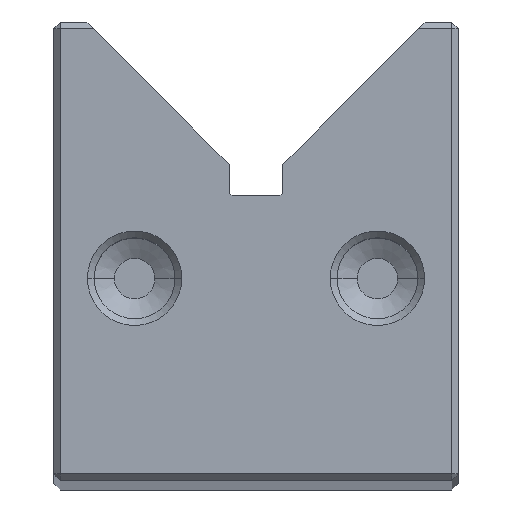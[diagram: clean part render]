
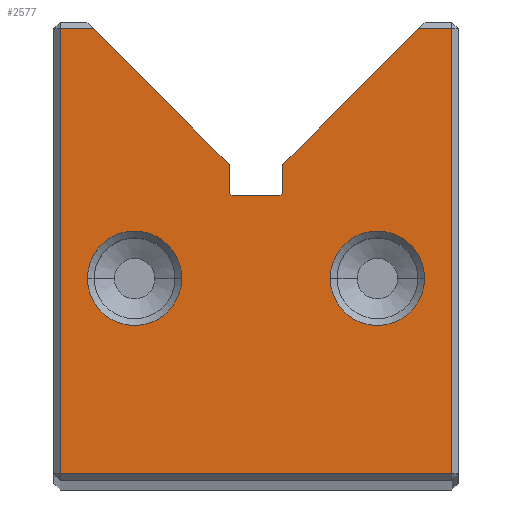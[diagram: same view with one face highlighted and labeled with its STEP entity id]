
A CAD part, top view. The second image highlights one B-rep face of the part: STEP entity #2577.
In plain terms, the highlighted planar face has unit normal (0, 0, 1).
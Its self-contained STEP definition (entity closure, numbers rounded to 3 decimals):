
#2577=ADVANCED_FACE('',(#3465,#3466,#3467),#2932,.F.);
#2932=PLANE('',#9056);
#3179=CIRCLE('',#8971,3.5);
#3181=CIRCLE('',#8974,3.5);
#3222=CIRCLE('',#9046,0.25);
#3223=CIRCLE('',#9049,0.25);
#3224=CIRCLE('',#9054,3.5);
#3225=CIRCLE('',#9055,3.5);
#3465=FACE_BOUND('',#3571,.T.);
#3466=FACE_BOUND('',#3572,.T.);
#3467=FACE_BOUND('',#3573,.T.);
#3571=EDGE_LOOP('',(#4367,#4368));
#3572=EDGE_LOOP('',(#4369,#4370));
#3573=EDGE_LOOP('',(#4371,#4372,#4373,#4374,#4375,#4376,#4377,#4378,#4379,
#4380,#4381,#4382));
#4367=ORIENTED_EDGE('',*,*,#6793,.T.);
#4368=ORIENTED_EDGE('',*,*,#6918,.T.);
#4369=ORIENTED_EDGE('',*,*,#6789,.T.);
#4370=ORIENTED_EDGE('',*,*,#6919,.T.);
#4371=ORIENTED_EDGE('',*,*,#6920,.T.);
#4372=ORIENTED_EDGE('',*,*,#6921,.T.);
#4373=ORIENTED_EDGE('',*,*,#6913,.T.);
#4374=ORIENTED_EDGE('',*,*,#6909,.T.);
#4375=ORIENTED_EDGE('',*,*,#6907,.T.);
#4376=ORIENTED_EDGE('',*,*,#6905,.T.);
#4377=ORIENTED_EDGE('',*,*,#6903,.T.);
#4378=ORIENTED_EDGE('',*,*,#6901,.T.);
#4379=ORIENTED_EDGE('',*,*,#6899,.T.);
#4380=ORIENTED_EDGE('',*,*,#6922,.T.);
#4381=ORIENTED_EDGE('',*,*,#6923,.T.);
#4382=ORIENTED_EDGE('',*,*,#6924,.T.);
#6149=VERTEX_POINT('',#11578);
#6150=VERTEX_POINT('',#11580);
#6153=VERTEX_POINT('',#11587);
#6154=VERTEX_POINT('',#11589);
#6227=VERTEX_POINT('',#11796);
#6228=VERTEX_POINT('',#11798);
#6229=VERTEX_POINT('',#11802);
#6230=VERTEX_POINT('',#11806);
#6231=VERTEX_POINT('',#11810);
#6232=VERTEX_POINT('',#11814);
#6233=VERTEX_POINT('',#11818);
#6236=VERTEX_POINT('',#11826);
#6239=VERTEX_POINT('',#11838);
#6240=VERTEX_POINT('',#11839);
#6241=VERTEX_POINT('',#11842);
#6242=VERTEX_POINT('',#11844);
#6789=EDGE_CURVE('',#6150,#6149,#3179,.T.);
#6793=EDGE_CURVE('',#6154,#6153,#3181,.T.);
#6899=EDGE_CURVE('',#6228,#6227,#7745,.T.);
#6901=EDGE_CURVE('',#6229,#6228,#7747,.T.);
#6903=EDGE_CURVE('',#6230,#6229,#3222,.T.);
#6905=EDGE_CURVE('',#6231,#6230,#7750,.T.);
#6907=EDGE_CURVE('',#6232,#6231,#3223,.T.);
#6909=EDGE_CURVE('',#6233,#6232,#7753,.T.);
#6913=EDGE_CURVE('',#6236,#6233,#7757,.T.);
#6918=EDGE_CURVE('',#6153,#6154,#3224,.T.);
#6919=EDGE_CURVE('',#6149,#6150,#3225,.T.);
#6920=EDGE_CURVE('',#6239,#6240,#7762,.T.);
#6921=EDGE_CURVE('',#6240,#6236,#7763,.T.);
#6922=EDGE_CURVE('',#6227,#6241,#7764,.T.);
#6923=EDGE_CURVE('',#6241,#6242,#7765,.T.);
#6924=EDGE_CURVE('',#6242,#6239,#7766,.T.);
#7745=LINE('',#11797,#8463);
#7747=LINE('',#11801,#8465);
#7750=LINE('',#11809,#8468);
#7753=LINE('',#11817,#8471);
#7757=LINE('',#11825,#8475);
#7762=LINE('',#11837,#8480);
#7763=LINE('',#11840,#8481);
#7764=LINE('',#11841,#8482);
#7765=LINE('',#11843,#8483);
#7766=LINE('',#11845,#8484);
#8463=VECTOR('',#9761,1.);
#8465=VECTOR('',#9765,1.);
#8468=VECTOR('',#9774,1.);
#8471=VECTOR('',#9783,1.);
#8475=VECTOR('',#9789,1.);
#8480=VECTOR('',#9802,1.);
#8481=VECTOR('',#9803,1.);
#8482=VECTOR('',#9804,1.);
#8483=VECTOR('',#9805,1.);
#8484=VECTOR('',#9806,1.);
#8971=AXIS2_PLACEMENT_3D('',#11579,#9548,#9549);
#8974=AXIS2_PLACEMENT_3D('',#11588,#9556,#9557);
#9046=AXIS2_PLACEMENT_3D('',#11805,#9769,#9770);
#9049=AXIS2_PLACEMENT_3D('',#11813,#9778,#9779);
#9054=AXIS2_PLACEMENT_3D('',#11835,#9798,#9799);
#9055=AXIS2_PLACEMENT_3D('',#11836,#9800,#9801);
#9056=AXIS2_PLACEMENT_3D('',#11846,#9807,#9808);
#9548=DIRECTION('',(0.,0.,-1.));
#9549=DIRECTION('',(-1.,0.,0.));
#9556=DIRECTION('',(0.,0.,-1.));
#9557=DIRECTION('',(-1.,0.,0.));
#9761=DIRECTION('',(-0.707,0.707,0.));
#9765=DIRECTION('',(0.,1.,0.));
#9769=DIRECTION('',(0.,0.,-1.));
#9770=DIRECTION('',(1.,0.,0.));
#9774=DIRECTION('',(-1.,0.,0.));
#9778=DIRECTION('',(0.,0.,-1.));
#9779=DIRECTION('',(-1.,0.,0.));
#9783=DIRECTION('',(0.,-1.,0.));
#9789=DIRECTION('',(-0.707,-0.707,0.));
#9798=DIRECTION('',(0.,0.,-1.));
#9799=DIRECTION('',(-1.,0.,0.));
#9800=DIRECTION('',(0.,0.,-1.));
#9801=DIRECTION('',(-1.,0.,0.));
#9802=DIRECTION('',(0.,1.,0.));
#9803=DIRECTION('',(-1.,0.,0.));
#9804=DIRECTION('',(-1.,0.,0.));
#9805=DIRECTION('',(0.,-1.,0.));
#9806=DIRECTION('',(1.,0.,0.));
#9807=DIRECTION('',(0.,0.,-1.));
#9808=DIRECTION('',(-1.,0.,0.));
#11578=CARTESIAN_POINT('',(-12.5,15.,0.));
#11579=CARTESIAN_POINT('',(-9.,15.,0.));
#11580=CARTESIAN_POINT('',(-5.5,15.,0.));
#11587=CARTESIAN_POINT('',(5.5,15.,0.));
#11588=CARTESIAN_POINT('',(9.,15.,0.));
#11589=CARTESIAN_POINT('',(12.5,15.,0.));
#11796=CARTESIAN_POINT('',(-12.036,33.5,0.));
#11797=CARTESIAN_POINT('',(-12.536,34.,0.));
#11798=CARTESIAN_POINT('',(-2.,23.464,0.));
#11801=CARTESIAN_POINT('',(-2.,23.464,0.));
#11802=CARTESIAN_POINT('',(-2.,21.414,0.));
#11805=CARTESIAN_POINT('',(-1.75,21.414,0.));
#11806=CARTESIAN_POINT('',(-1.75,21.164,0.));
#11809=CARTESIAN_POINT('',(1.75,21.164,0.));
#11810=CARTESIAN_POINT('',(1.75,21.164,0.));
#11813=CARTESIAN_POINT('',(1.75,21.414,0.));
#11814=CARTESIAN_POINT('',(2.,21.414,0.));
#11817=CARTESIAN_POINT('',(2.,23.464,0.));
#11818=CARTESIAN_POINT('',(2.,23.464,0.));
#11825=CARTESIAN_POINT('',(12.536,34.,0.));
#11826=CARTESIAN_POINT('',(12.036,33.5,0.));
#11835=CARTESIAN_POINT('',(9.,15.,0.));
#11836=CARTESIAN_POINT('',(-9.,15.,0.));
#11837=CARTESIAN_POINT('',(14.5,34.,0.));
#11838=CARTESIAN_POINT('',(14.5,0.5,0.));
#11839=CARTESIAN_POINT('',(14.5,33.5,0.));
#11840=CARTESIAN_POINT('',(12.536,33.5,0.));
#11841=CARTESIAN_POINT('',(-15.,33.5,0.));
#11842=CARTESIAN_POINT('',(-14.5,33.5,0.));
#11843=CARTESIAN_POINT('',(-14.5,0.,0.));
#11844=CARTESIAN_POINT('',(-14.5,0.5,0.));
#11845=CARTESIAN_POINT('',(15.,0.5,0.));
#11846=CARTESIAN_POINT('',(1.75,21.414,0.));
